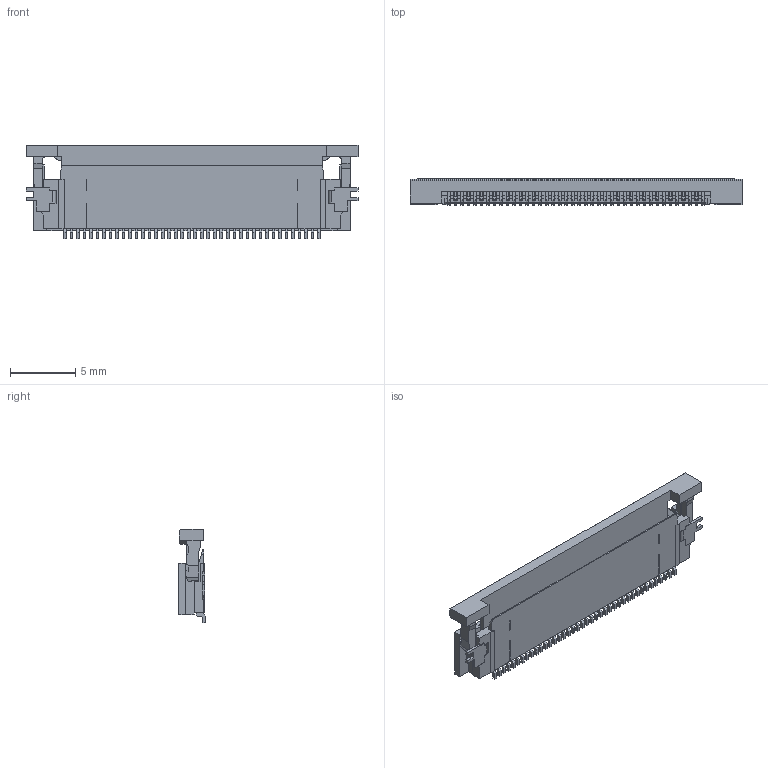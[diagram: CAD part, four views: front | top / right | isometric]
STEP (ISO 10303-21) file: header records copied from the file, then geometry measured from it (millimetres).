
FILE_DESCRIPTION(('STEP AP214'),'1');
FILE_NAME('5804.stp','2017-04-22T03:10:40',('TraceParts'),('TraceParts S.A.'),'Spatial InterOp 3D',' ',' ');
FILE_SCHEMA(('automotive_design'));
Length unit declared in the file: millimetre
Products named in the file (3): 5804_1; 5804_2; 1
Bounding box: 25.5 x 2.05 x 7.15 mm (x, y, z)
Volume: 152.6 mm3; surface area: 1198.1 mm2
Topology: 2 solids, 2 shells, 1683 faces, 5601 edges, 3938 vertices
Faces by surface type: plane 1466, cylinder 217
Entity records: 60387 total; most frequent: CARTESIAN_POINT 10919, ORIENTED_EDGE 10852, DIRECTION 9397, EDGE_CURVE 5426, LINE 5157, VECTOR 5157, VERTEX_POINT 3588, AXIS2_PLACEMENT_3D 2120
